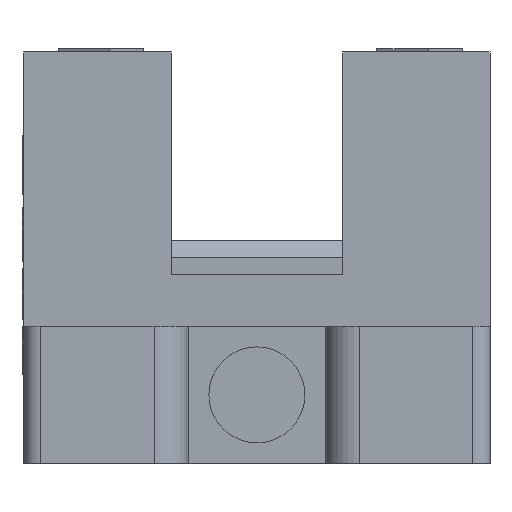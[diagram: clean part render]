
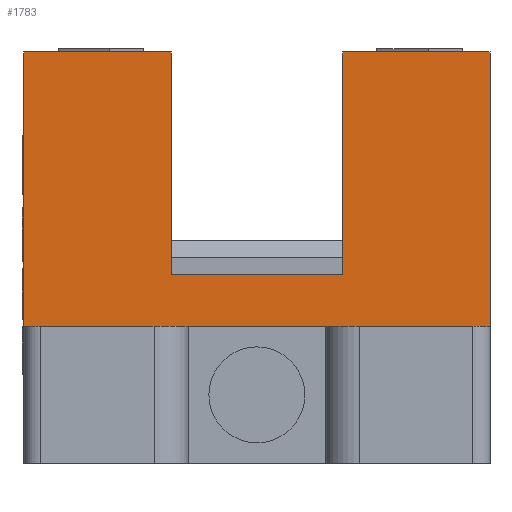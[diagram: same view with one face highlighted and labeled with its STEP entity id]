
A CAD part, front view. The second image highlights one B-rep face of the part: STEP entity #1783.
In plain terms, the highlighted planar face has unit normal (0, -1, 0).
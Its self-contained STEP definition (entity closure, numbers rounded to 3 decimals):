
#50=DIRECTION('',(0.,0.,1.));
#51=VECTOR('',#50,6.5);
#52=CARTESIAN_POINT('',(-3.878,15.016,-0.5));
#53=LINE('',#52,#51);
#86=DIRECTION('',(0.,0.,-1.));
#87=VECTOR('',#86,6.5);
#88=CARTESIAN_POINT('',(-8.878,15.016,6.));
#89=LINE('',#88,#87);
#118=DIRECTION('',(1.,0.,0.));
#119=VECTOR('',#118,5.);
#120=CARTESIAN_POINT('',(-8.878,15.016,-0.5));
#121=LINE('',#120,#119);
#126=DIRECTION('',(-1.,0.,0.));
#127=VECTOR('',#126,4.3);
#128=CARTESIAN_POINT('',(0.422,15.016,6.));
#129=LINE('',#128,#127);
#130=DIRECTION('',(0.,0.,1.));
#131=VECTOR('',#130,8.);
#132=CARTESIAN_POINT('',(0.422,15.016,-2.));
#133=LINE('',#132,#131);
#134=DIRECTION('',(1.,0.,0.));
#135=VECTOR('',#134,13.6);
#136=CARTESIAN_POINT('',(-13.178,15.016,-2.));
#137=LINE('',#136,#135);
#138=DIRECTION('',(0.,0.,-1.));
#139=VECTOR('',#138,8.);
#140=CARTESIAN_POINT('',(-13.178,15.016,6.));
#141=LINE('',#140,#139);
#142=DIRECTION('',(-1.,0.,0.));
#143=VECTOR('',#142,4.3);
#144=CARTESIAN_POINT('',(-8.878,15.016,6.));
#145=LINE('',#144,#143);
#1272=CARTESIAN_POINT('',(-3.878,15.016,-0.5));
#1273=VERTEX_POINT('',#1272);
#1274=CARTESIAN_POINT('',(-3.878,15.016,6.));
#1275=VERTEX_POINT('',#1274);
#1280=CARTESIAN_POINT('',(-8.878,15.016,-0.5));
#1281=VERTEX_POINT('',#1280);
#1290=CARTESIAN_POINT('',(0.422,15.016,6.));
#1291=VERTEX_POINT('',#1290);
#1292=CARTESIAN_POINT('',(0.422,15.016,-2.));
#1293=VERTEX_POINT('',#1292);
#1388=CARTESIAN_POINT('',(-13.178,15.016,-2.));
#1389=VERTEX_POINT('',#1388);
#1394=CARTESIAN_POINT('',(-8.878,15.016,6.));
#1395=VERTEX_POINT('',#1394);
#1398=CARTESIAN_POINT('',(-13.178,15.016,6.));
#1399=VERTEX_POINT('',#1398);
#1763=CARTESIAN_POINT('',(0.422,15.016,6.));
#1764=DIRECTION('',(0.,1.,0.));
#1765=DIRECTION('',(0.,0.,-1.));
#1766=AXIS2_PLACEMENT_3D('',#1763,#1764,#1765);
#1767=PLANE('',#1766);
#1768=ORIENTED_EDGE('',*,*,#1661,.T.);
#1770=ORIENTED_EDGE('',*,*,#1769,.F.);
#1772=ORIENTED_EDGE('',*,*,#1771,.F.);
#1774=ORIENTED_EDGE('',*,*,#1773,.F.);
#1776=ORIENTED_EDGE('',*,*,#1775,.F.);
#1778=ORIENTED_EDGE('',*,*,#1777,.F.);
#1779=ORIENTED_EDGE('',*,*,#1726,.T.);
#1780=ORIENTED_EDGE('',*,*,#1757,.T.);
#1781=EDGE_LOOP('',(#1768,#1770,#1772,#1774,#1776,#1778,#1779,#1780));
#1782=FACE_OUTER_BOUND('',#1781,.F.);
#1783=ADVANCED_FACE('',(#1782),#1767,.F.);
#1661=EDGE_CURVE('',#1273,#1275,#53,.T.);
#1726=EDGE_CURVE('',#1395,#1281,#89,.T.);
#1757=EDGE_CURVE('',#1281,#1273,#121,.T.);
#1769=EDGE_CURVE('',#1291,#1275,#129,.T.);
#1771=EDGE_CURVE('',#1293,#1291,#133,.T.);
#1773=EDGE_CURVE('',#1389,#1293,#137,.T.);
#1775=EDGE_CURVE('',#1399,#1389,#141,.T.);
#1777=EDGE_CURVE('',#1395,#1399,#145,.T.);
